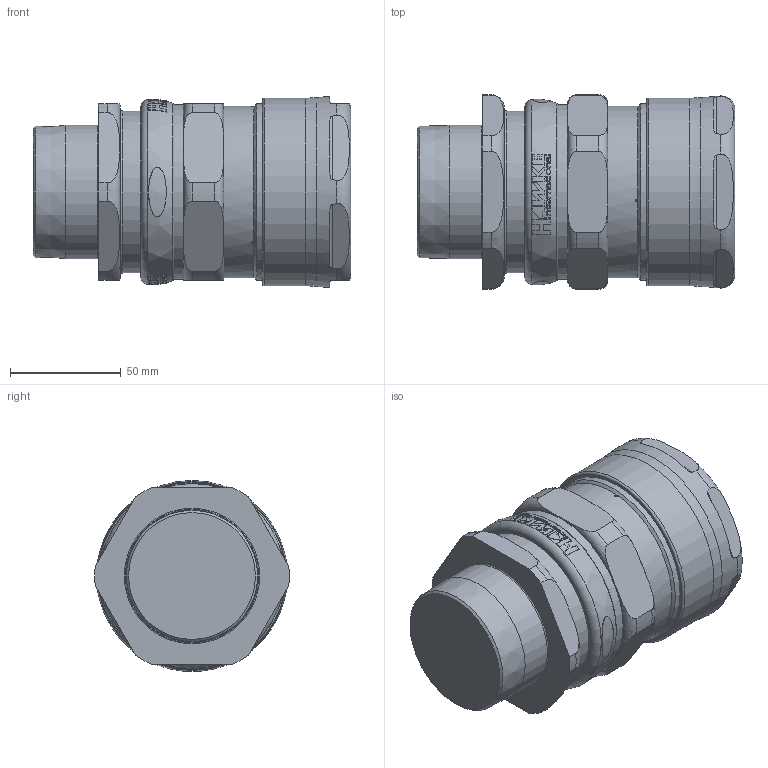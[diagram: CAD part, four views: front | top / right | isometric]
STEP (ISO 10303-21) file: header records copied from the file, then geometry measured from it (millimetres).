
FILE_DESCRIPTION(/* description */ (''),/* implementation_level */ '2;1');
FILE_NAME(/* name */ '701_X E_2_NPT.stp',/* time_stamp */ '2021-05-11T12:11:26+06:00',/* author */ ('vinaykumark'),/* organization */ (''),/* preprocessor_version */ 'ST-DEVELOPER v18',/* originating_system */ 'Autodesk Inventor 2020',/* authorisation */ '');
FILE_SCHEMA (('AUTOMOTIVE_DESIGN { 1 0 10303 214 3 1 1 }'));
Products named in the file (1): 701_X E_2_NPT
Bounding box: 143.77 x 87.96 x 86.45 mm (x, y, z)
Volume: 921158.2 mm3; surface area: 148342.2 mm2
Topology: 9 solids, 9 shells, 1331 faces, 3575 edges, 2252 vertices
Faces by surface type: plane 567, bspline 240, cone 203, torus 177, cylinder 144
Full cylindrical faces by diameter (mm): 60.33 x1, 64.95 x1, 65.3 x1, 70.3 x1, 72 x1, 73 x2, 73.3 x1, 76.2 x1, 77.7 x1, 78.5 x1, 79.2 x1, 80 x1, 85 x1
Entity records: 51288 total; most frequent: CARTESIAN_POINT 19852, ORIENTED_EDGE 7150, DIRECTION 5300, EDGE_CURVE 3575, VERTEX_POINT 2252, AXIS2_PLACEMENT_3D 2168, EDGE_LOOP 1383, STYLED_ITEM 1340
